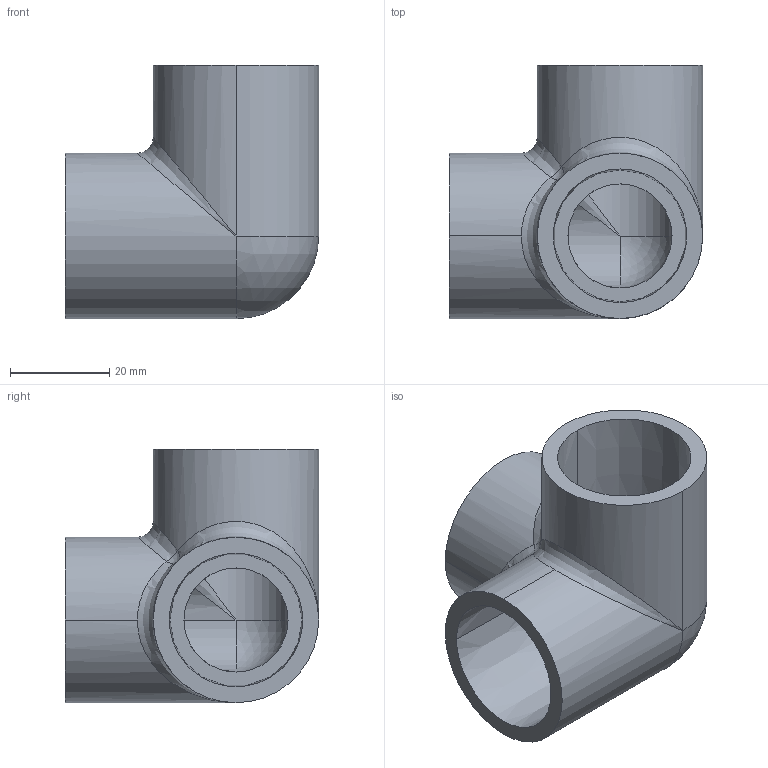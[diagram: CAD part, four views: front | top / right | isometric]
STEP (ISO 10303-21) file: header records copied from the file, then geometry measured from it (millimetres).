
FILE_DESCRIPTION (( 'STEP AP214' ), '1' );
FILE_NAME ('am-4281_3_Black 3-way PVC Elbow Black.STEP', '2020-09-09T19:29:21', ( '' ), ( '' ), 'SwSTEP 2.0', 'SolidWorks 2019', '' );
FILE_SCHEMA (( 'AUTOMOTIVE_DESIGN' ));
Length unit declared in the file: inch
Products named in the file (1): am-4281_3_Black 3-way PVC Elbow Black
Bounding box: 50.98 x 50.98 x 50.98 mm (x, y, z)
Volume: 31143.2 mm3; surface area: 16710.7 mm2
Topology: 1 solids, 1 shells, 34 faces, 80 edges, 42 vertices
Faces by surface type: cylinder 12, cone 6, plane 6, bspline 6, sphere 4
Entity records: 1466 total; most frequent: CARTESIAN_POINT 737, DIRECTION 148, ORIENTED_EDGE 144, EDGE_CURVE 72, AXIS2_PLACEMENT_3D 65, VERTEX_POINT 42, EDGE_LOOP 40, CIRCLE 36
